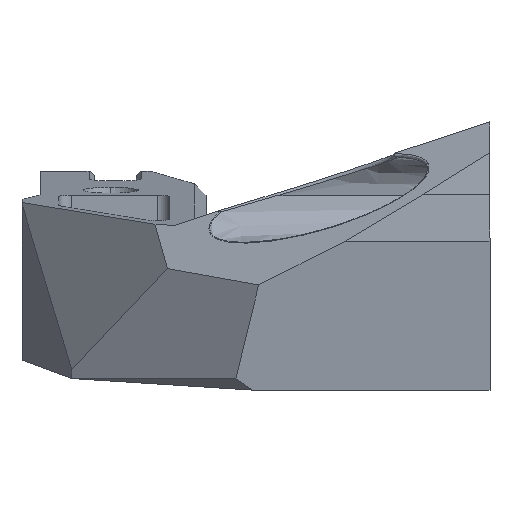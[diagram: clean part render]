
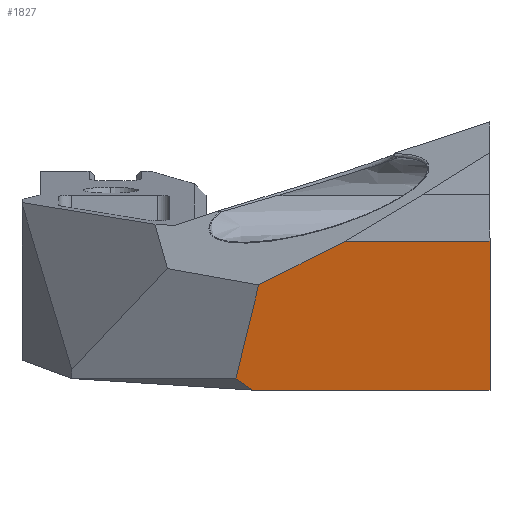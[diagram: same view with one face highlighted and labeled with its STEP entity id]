
A CAD part, left-side view. The second image highlights one B-rep face of the part: STEP entity #1827.
In plain terms, the highlighted planar face has unit normal (-0.985, 0, -0.174).
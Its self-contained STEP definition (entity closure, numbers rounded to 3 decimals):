
#46 = VECTOR ( 'NONE', #3451, 1000. ) ;
#82 = VERTEX_POINT ( 'NONE', #2201 ) ;
#497 = CARTESIAN_POINT ( 'NONE',  ( -33.965, 60.9, 118.208 ) ) ;
#600 = EDGE_CURVE ( 'NONE', #1672, #82, #639, .T. ) ;
#608 = VERTEX_POINT ( 'NONE', #3062 ) ;
#639 = LINE ( 'NONE', #2615, #46 ) ;
#747 = LINE ( 'NONE', #770, #2968 ) ;
#766 = EDGE_CURVE ( 'NONE', #1847, #2891, #747, .T. ) ;
#770 = CARTESIAN_POINT ( 'NONE',  ( -33.994, 33.835, 118.374 ) ) ;
#771 = DIRECTION ( 'NONE',  ( 0.174, 0., -0.985 ) ) ;
#909 = ORIENTED_EDGE ( 'NONE', *, *, #4195, .F. ) ;
#1193 = DIRECTION ( 'NONE',  ( 0., 1., 0. ) ) ;
#1295 = DIRECTION ( 'NONE',  ( -0.169, -0.234, 0.957 ) ) ;
#1328 = LINE ( 'NONE', #4977, #2647 ) ;
#1341 = ORIENTED_EDGE ( 'NONE', *, *, #766, .F. ) ;
#1351 = DIRECTION ( 'NONE',  ( 0., -1., 0. ) ) ;
#1394 = VECTOR ( 'NONE', #1193, 1000. ) ;
#1526 = ORIENTED_EDGE ( 'NONE', *, *, #4447, .F. ) ;
#1571 = VERTEX_POINT ( 'NONE', #2407 ) ;
#1672 = VERTEX_POINT ( 'NONE', #1933 ) ;
#1703 = DIRECTION ( 'NONE',  ( -0.174, 0., 0.985 ) ) ;
#1716 = LINE ( 'NONE', #2117, #2907 ) ;
#1731 = ORIENTED_EDGE ( 'NONE', *, *, #2115, .F. ) ;
#1820 = VECTOR ( 'NONE', #771, 1000. ) ;
#1827 = ADVANCED_FACE ( 'NONE', ( #2029 ), #2894, .T. ) ;
#1847 = VERTEX_POINT ( 'NONE', #2531 ) ;
#1933 = CARTESIAN_POINT ( 'NONE',  ( -31.826, 41.678, 106.089 ) ) ;
#2029 = FACE_OUTER_BOUND ( 'NONE', #4678, .T. ) ;
#2048 = AXIS2_PLACEMENT_3D ( 'NONE', #497, #3720, #1703 ) ;
#2099 = ORIENTED_EDGE ( 'NONE', *, *, #600, .F. ) ;
#2115 = EDGE_CURVE ( 'NONE', #2891, #1571, #1328, .T. ) ;
#2117 = CARTESIAN_POINT ( 'NONE',  ( -31.733, 43.423, 105.562 ) ) ;
#2201 = CARTESIAN_POINT ( 'NONE',  ( -31.993, 43.063, 107.035 ) ) ;
#2325 = CARTESIAN_POINT ( 'NONE',  ( -33.965, 34.162, 118.208 ) ) ;
#2375 = DIRECTION ( 'NONE',  ( -0.079, -0.889, 0.45 ) ) ;
#2380 = CARTESIAN_POINT ( 'NONE',  ( -31.826, 37.675, 106.089 ) ) ;
#2407 = CARTESIAN_POINT ( 'NONE',  ( -33.965, 22.4, 118.208 ) ) ;
#2531 = CARTESIAN_POINT ( 'NONE',  ( -33.335, 41.205, 114.641 ) ) ;
#2615 = CARTESIAN_POINT ( 'NONE',  ( -32.832, 50.02, 111.789 ) ) ;
#2647 = VECTOR ( 'NONE', #1351, 1000. ) ;
#2827 = LINE ( 'NONE', #3116, #1820 ) ;
#2891 = VERTEX_POINT ( 'NONE', #2325 ) ;
#2894 = PLANE ( 'NONE',  #2048 ) ;
#2907 = VECTOR ( 'NONE', #1295, 1000. ) ;
#2968 = VECTOR ( 'NONE', #2375, 1000. ) ;
#3062 = CARTESIAN_POINT ( 'NONE',  ( -31.826, 22.4, 106.089 ) ) ;
#3116 = CARTESIAN_POINT ( 'NONE',  ( -33.965, 22.4, 118.208 ) ) ;
#3451 = DIRECTION ( 'NONE',  ( -0.099, 0.822, 0.561 ) ) ;
#3513 = ORIENTED_EDGE ( 'NONE', *, *, #4010, .F. ) ;
#3720 = DIRECTION ( 'NONE',  ( -0.985, 0., -0.174 ) ) ;
#4010 = EDGE_CURVE ( 'NONE', #82, #1847, #1716, .T. ) ;
#4195 = EDGE_CURVE ( 'NONE', #608, #1672, #4760, .T. ) ;
#4447 = EDGE_CURVE ( 'NONE', #1571, #608, #2827, .T. ) ;
#4678 = EDGE_LOOP ( 'NONE', ( #1731, #1341, #3513, #2099, #909, #1526 ) ) ;
#4760 = LINE ( 'NONE', #2380, #1394 ) ;
#4977 = CARTESIAN_POINT ( 'NONE',  ( -33.965, 60.9, 118.208 ) ) ;
